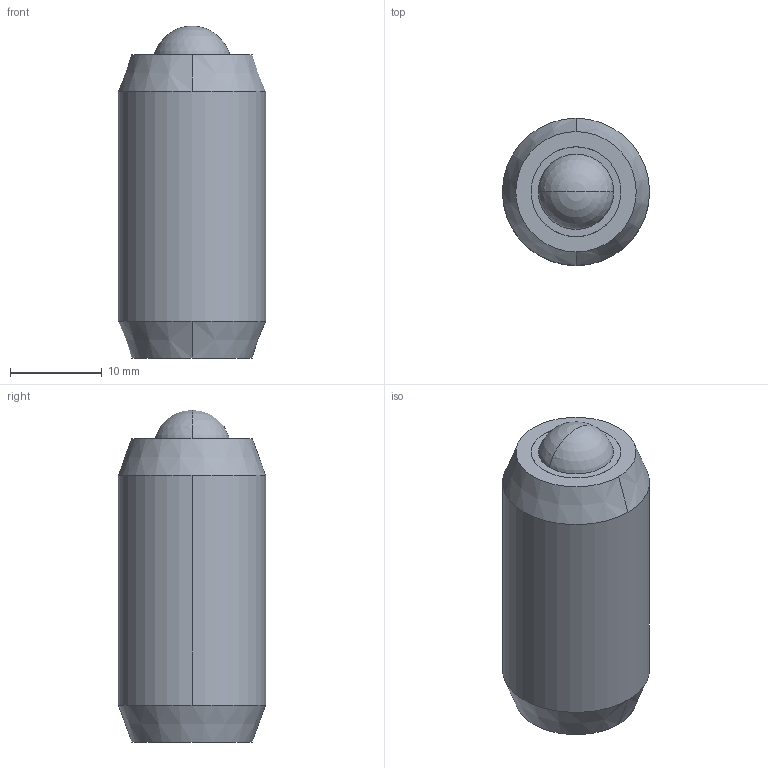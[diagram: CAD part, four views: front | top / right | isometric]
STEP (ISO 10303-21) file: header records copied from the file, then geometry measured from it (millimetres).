
FILE_DESCRIPTION(('STEP AP214'),'1');
FILE_NAME('HALDERN_EH_22031_0056.stp','2017-06-08T09:52:24',('TraceParts'),('TraceParts S.A.'),'Spatial InterOp 3D',' ',' ');
FILE_SCHEMA(('automotive_design'));
Length unit declared in the file: millimetre
Products named in the file (3): HALDERN_EH_22031_0056_1; HALDERN_EH_22031_0056_2; HALDERN_EH_22031_0056_3
Bounding box: 16 x 16 x 36.1 mm (x, y, z)
Volume: 4794.1 mm3; surface area: 3587.3 mm2
Topology: 3 solids, 3 shells, 26 faces, 61 edges, 38 vertices
Faces by surface type: plane 12, cylinder 6, cone 4, sphere 4
Entity records: 972 total; most frequent: DIRECTION 140, CARTESIAN_POINT 122, ORIENTED_EDGE 110, AXIS2_PLACEMENT_3D 56, EDGE_CURVE 55, VERTEX_POINT 38, EDGE_LOOP 29, LINE 28
